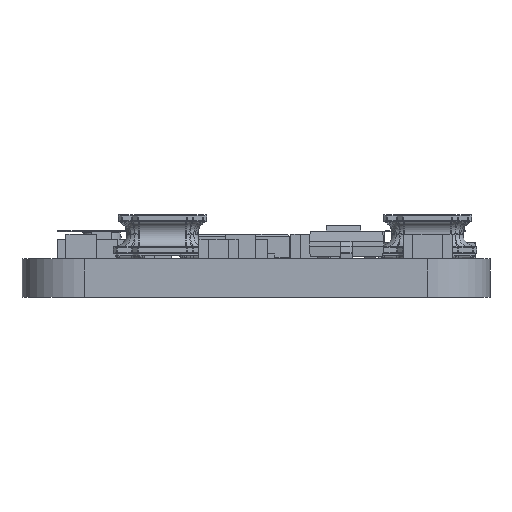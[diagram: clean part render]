
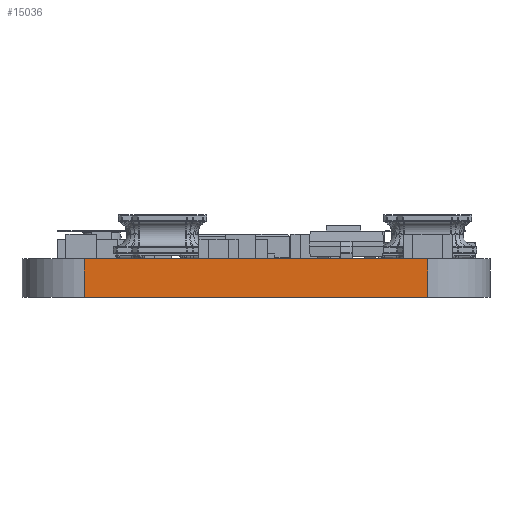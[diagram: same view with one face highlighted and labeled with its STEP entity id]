
A CAD part, front view. The second image highlights one B-rep face of the part: STEP entity #15036.
In plain terms, the highlighted planar face has unit normal (0, -1, 0).
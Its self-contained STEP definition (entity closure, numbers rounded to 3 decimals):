
#495=PLANE('',#16133);
#1031=FACE_OUTER_BOUND('',#1915,.T.);
#1915=EDGE_LOOP('',(#10178,#10179,#10180,#10181));
#2909=LINE('',#22303,#4423);
#2910=LINE('',#22306,#4424);
#2911=LINE('',#22308,#4425);
#2912=LINE('',#22309,#4426);
#4423=VECTOR('',#17844,10.);
#4424=VECTOR('',#17847,10.);
#4425=VECTOR('',#17848,10.);
#4426=VECTOR('',#17849,10.);
#6558=VERTEX_POINT('',#22299);
#6559=VERTEX_POINT('',#22301);
#6560=VERTEX_POINT('',#22305);
#6561=VERTEX_POINT('',#22307);
#7943=EDGE_CURVE('',#6558,#6559,#2909,.T.);
#7944=EDGE_CURVE('',#6560,#6558,#2910,.T.);
#7945=EDGE_CURVE('',#6561,#6559,#2911,.T.);
#7946=EDGE_CURVE('',#6560,#6561,#2912,.T.);
#10178=ORIENTED_EDGE('',*,*,#7944,.T.);
#10179=ORIENTED_EDGE('',*,*,#7943,.T.);
#10180=ORIENTED_EDGE('',*,*,#7945,.F.);
#10181=ORIENTED_EDGE('',*,*,#7946,.F.);
#15036=ADVANCED_FACE('',(#1031),#495,.T.);
#16133=AXIS2_PLACEMENT_3D('',#22304,#17845,#17846);
#17844=DIRECTION('',(0.,0.,1.));
#17845=DIRECTION('center_axis',(0.,-1.,0.));
#17846=DIRECTION('ref_axis',(1.,0.,0.));
#17847=DIRECTION('',(1.,0.,0.));
#17848=DIRECTION('',(1.,0.,0.));
#17849=DIRECTION('',(0.,0.,1.));
#22299=CARTESIAN_POINT('',(16.51,0.,0.));
#22301=CARTESIAN_POINT('',(16.51,0.,1.57));
#22303=CARTESIAN_POINT('',(16.51,0.,0.));
#22304=CARTESIAN_POINT('Origin',(2.54,0.,0.));
#22305=CARTESIAN_POINT('',(2.54,0.,0.));
#22306=CARTESIAN_POINT('',(2.54,0.,0.));
#22307=CARTESIAN_POINT('',(2.54,0.,1.57));
#22308=CARTESIAN_POINT('',(2.54,0.,1.57));
#22309=CARTESIAN_POINT('',(2.54,0.,0.));
